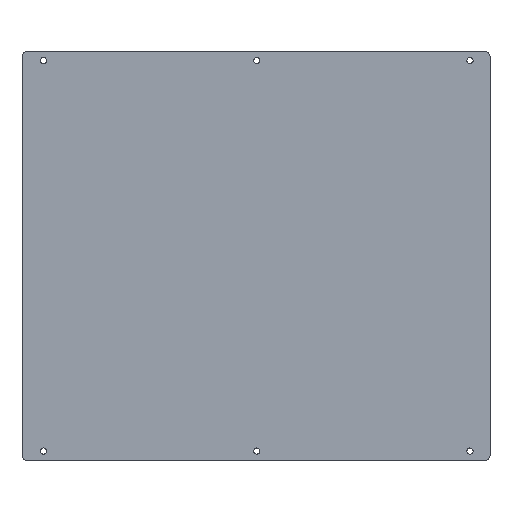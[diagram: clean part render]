
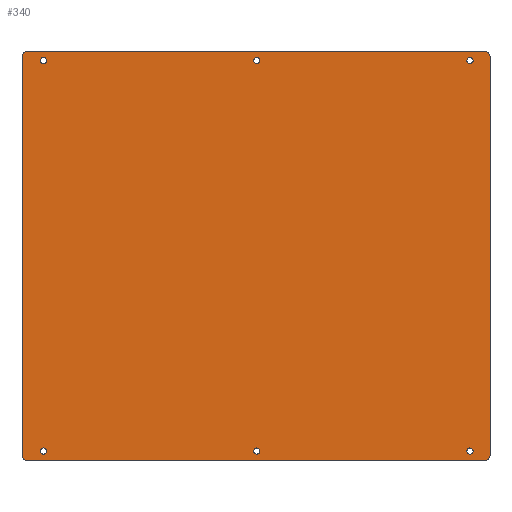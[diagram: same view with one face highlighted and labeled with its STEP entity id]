
A CAD part, front view. The second image highlights one B-rep face of the part: STEP entity #340.
In plain terms, the highlighted planar face has unit normal (0, -1, 0).
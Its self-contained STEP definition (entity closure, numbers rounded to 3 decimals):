
#134=AXIS2_PLACEMENT_3D('Circle Axis2P3D',#132,#133,$) ;
#160=AXIS2_PLACEMENT_3D('Circle Axis2P3D',#158,#159,$) ;
#178=AXIS2_PLACEMENT_3D('Plane Axis2P3D',#175,#176,#177) ;
#191=AXIS2_PLACEMENT_3D('Circle Axis2P3D',#189,#190,$) ;
#205=AXIS2_PLACEMENT_3D('Circle Axis2P3D',#203,#204,$) ;
#219=AXIS2_PLACEMENT_3D('Circle Axis2P3D',#217,#218,$) ;
#233=AXIS2_PLACEMENT_3D('Circle Axis2P3D',#231,#232,$) ;
#248=AXIS2_PLACEMENT_3D('Circle Axis2P3D',#246,#247,$) ;
#257=AXIS2_PLACEMENT_3D('Circle Axis2P3D',#255,#256,$) ;
#270=AXIS2_PLACEMENT_3D('Circle Axis2P3D',#268,#269,$) ;
#279=AXIS2_PLACEMENT_3D('Circle Axis2P3D',#277,#278,$) ;
#288=AXIS2_PLACEMENT_3D('Circle Axis2P3D',#286,#287,$) ;
#297=AXIS2_PLACEMENT_3D('Circle Axis2P3D',#295,#296,$) ;
#306=AXIS2_PLACEMENT_3D('Circle Axis2P3D',#304,#305,$) ;
#315=AXIS2_PLACEMENT_3D('Circle Axis2P3D',#313,#314,$) ;
#324=AXIS2_PLACEMENT_3D('Circle Axis2P3D',#322,#323,$) ;
#333=AXIS2_PLACEMENT_3D('Circle Axis2P3D',#331,#332,$) ;
#127=CARTESIAN_POINT('Vertex',(713.222,152.885,1047.447)) ;
#132=CARTESIAN_POINT('Axis2P3D Location',(716.722,152.885,1047.447)) ;
#136=CARTESIAN_POINT('Vertex',(720.222,152.885,1047.447)) ;
#158=CARTESIAN_POINT('Axis2P3D Location',(716.722,152.885,1047.447)) ;
#175=CARTESIAN_POINT('Axis2P3D Location',(0.,152.885,0.)) ;
#180=CARTESIAN_POINT('Line Origine',(474.422,152.885,1057.427)) ;
#184=CARTESIAN_POINT('Vertex',(734.402,152.885,1057.427)) ;
#186=CARTESIAN_POINT('Vertex',(214.442,152.885,1057.427)) ;
#189=CARTESIAN_POINT('Axis2P3D Location',(214.442,152.885,1052.427)) ;
#193=CARTESIAN_POINT('Vertex',(209.442,152.885,1052.427)) ;
#196=CARTESIAN_POINT('Line Origine',(209.442,152.885,826.205)) ;
#200=CARTESIAN_POINT('Vertex',(209.442,152.885,599.983)) ;
#203=CARTESIAN_POINT('Axis2P3D Location',(214.442,152.885,599.983)) ;
#207=CARTESIAN_POINT('Vertex',(214.442,152.885,594.983)) ;
#210=CARTESIAN_POINT('Line Origine',(474.422,152.885,594.983)) ;
#214=CARTESIAN_POINT('Vertex',(734.402,152.885,594.983)) ;
#217=CARTESIAN_POINT('Axis2P3D Location',(734.402,152.885,599.983)) ;
#221=CARTESIAN_POINT('Vertex',(739.402,152.885,599.983)) ;
#224=CARTESIAN_POINT('Line Origine',(739.402,152.885,826.205)) ;
#228=CARTESIAN_POINT('Vertex',(739.402,152.885,1052.427)) ;
#231=CARTESIAN_POINT('Axis2P3D Location',(734.402,152.885,1052.427)) ;
#246=CARTESIAN_POINT('Axis2P3D Location',(475.242,152.885,1047.447)) ;
#250=CARTESIAN_POINT('Vertex',(471.742,152.885,1047.447)) ;
#252=CARTESIAN_POINT('Vertex',(478.742,152.885,1047.447)) ;
#255=CARTESIAN_POINT('Axis2P3D Location',(475.242,152.885,1047.447)) ;
#268=CARTESIAN_POINT('Axis2P3D Location',(716.722,152.885,605.323)) ;
#272=CARTESIAN_POINT('Vertex',(713.222,152.885,605.323)) ;
#274=CARTESIAN_POINT('Vertex',(720.222,152.885,605.323)) ;
#277=CARTESIAN_POINT('Axis2P3D Location',(716.722,152.885,605.323)) ;
#286=CARTESIAN_POINT('Axis2P3D Location',(475.242,152.885,605.323)) ;
#290=CARTESIAN_POINT('Vertex',(471.742,152.885,605.323)) ;
#292=CARTESIAN_POINT('Vertex',(478.742,152.885,605.323)) ;
#295=CARTESIAN_POINT('Axis2P3D Location',(475.242,152.885,605.323)) ;
#304=CARTESIAN_POINT('Axis2P3D Location',(233.762,152.885,605.323)) ;
#308=CARTESIAN_POINT('Vertex',(230.262,152.885,605.323)) ;
#310=CARTESIAN_POINT('Vertex',(237.262,152.885,605.323)) ;
#313=CARTESIAN_POINT('Axis2P3D Location',(233.762,152.885,605.323)) ;
#322=CARTESIAN_POINT('Axis2P3D Location',(233.762,152.885,1047.447)) ;
#326=CARTESIAN_POINT('Vertex',(230.262,152.885,1047.447)) ;
#328=CARTESIAN_POINT('Vertex',(237.262,152.885,1047.447)) ;
#331=CARTESIAN_POINT('Axis2P3D Location',(233.762,152.885,1047.447)) ;
#133=DIRECTION('Axis2P3D Direction',(0.,-1.,-0.)) ;
#159=DIRECTION('Axis2P3D Direction',(0.,-1.,-0.)) ;
#176=DIRECTION('Axis2P3D Direction',(0.,-1.,0.)) ;
#177=DIRECTION('Axis2P3D XDirection',(1.,0.,0.)) ;
#181=DIRECTION('Vector Direction',(1.,0.,0.)) ;
#190=DIRECTION('Axis2P3D Direction',(0.,-1.,0.)) ;
#197=DIRECTION('Vector Direction',(0.,0.,-1.)) ;
#204=DIRECTION('Axis2P3D Direction',(0.,-1.,0.)) ;
#211=DIRECTION('Vector Direction',(-1.,0.,0.)) ;
#218=DIRECTION('Axis2P3D Direction',(0.,-1.,0.)) ;
#225=DIRECTION('Vector Direction',(0.,0.,1.)) ;
#232=DIRECTION('Axis2P3D Direction',(0.,-1.,0.)) ;
#247=DIRECTION('Axis2P3D Direction',(0.,-1.,0.)) ;
#256=DIRECTION('Axis2P3D Direction',(0.,-1.,0.)) ;
#269=DIRECTION('Axis2P3D Direction',(0.,-1.,0.)) ;
#278=DIRECTION('Axis2P3D Direction',(0.,-1.,0.)) ;
#287=DIRECTION('Axis2P3D Direction',(0.,-1.,0.)) ;
#296=DIRECTION('Axis2P3D Direction',(0.,-1.,0.)) ;
#305=DIRECTION('Axis2P3D Direction',(0.,-1.,0.)) ;
#314=DIRECTION('Axis2P3D Direction',(0.,-1.,0.)) ;
#323=DIRECTION('Axis2P3D Direction',(0.,-1.,0.)) ;
#332=DIRECTION('Axis2P3D Direction',(0.,-1.,0.)) ;
#182=VECTOR('Line Direction',#181,1.) ;
#198=VECTOR('Line Direction',#197,1.) ;
#212=VECTOR('Line Direction',#211,1.) ;
#226=VECTOR('Line Direction',#225,1.) ;
#237=ORIENTED_EDGE('',*,*,#188,.T.) ;
#238=ORIENTED_EDGE('',*,*,#195,.F.) ;
#239=ORIENTED_EDGE('',*,*,#202,.T.) ;
#240=ORIENTED_EDGE('',*,*,#209,.F.) ;
#241=ORIENTED_EDGE('',*,*,#216,.T.) ;
#242=ORIENTED_EDGE('',*,*,#223,.F.) ;
#243=ORIENTED_EDGE('',*,*,#230,.T.) ;
#244=ORIENTED_EDGE('',*,*,#235,.F.) ;
#261=ORIENTED_EDGE('',*,*,#254,.F.) ;
#262=ORIENTED_EDGE('',*,*,#259,.F.) ;
#265=ORIENTED_EDGE('',*,*,#162,.F.) ;
#266=ORIENTED_EDGE('',*,*,#138,.F.) ;
#283=ORIENTED_EDGE('',*,*,#276,.F.) ;
#284=ORIENTED_EDGE('',*,*,#281,.F.) ;
#301=ORIENTED_EDGE('',*,*,#294,.F.) ;
#302=ORIENTED_EDGE('',*,*,#299,.F.) ;
#319=ORIENTED_EDGE('',*,*,#312,.F.) ;
#320=ORIENTED_EDGE('',*,*,#317,.F.) ;
#337=ORIENTED_EDGE('',*,*,#330,.F.) ;
#338=ORIENTED_EDGE('',*,*,#335,.F.) ;
#263=FACE_BOUND('',#260,.T.) ;
#267=FACE_BOUND('',#264,.T.) ;
#285=FACE_BOUND('',#282,.T.) ;
#303=FACE_BOUND('',#300,.T.) ;
#321=FACE_BOUND('',#318,.T.) ;
#339=FACE_BOUND('',#336,.T.) ;
#340=ADVANCED_FACE('PartBody',(#245,#263,#267,#285,#303,#321,#339),#179,.T.) ;
#135=CIRCLE('generated circle',#134,3.5) ;
#161=CIRCLE('generated circle',#160,3.5) ;
#192=CIRCLE('generated circle',#191,5.) ;
#206=CIRCLE('generated circle',#205,5.) ;
#220=CIRCLE('generated circle',#219,5.) ;
#234=CIRCLE('generated circle',#233,5.) ;
#249=CIRCLE('generated circle',#248,3.5) ;
#258=CIRCLE('generated circle',#257,3.5) ;
#271=CIRCLE('generated circle',#270,3.5) ;
#280=CIRCLE('generated circle',#279,3.5) ;
#289=CIRCLE('generated circle',#288,3.5) ;
#298=CIRCLE('generated circle',#297,3.5) ;
#307=CIRCLE('generated circle',#306,3.5) ;
#316=CIRCLE('generated circle',#315,3.5) ;
#325=CIRCLE('generated circle',#324,3.5) ;
#334=CIRCLE('generated circle',#333,3.5) ;
#138=EDGE_CURVE('',#128,#137,#135,.T.) ;
#162=EDGE_CURVE('',#137,#128,#161,.T.) ;
#188=EDGE_CURVE('',#185,#187,#183,.F.) ;
#195=EDGE_CURVE('',#194,#187,#192,.F.) ;
#202=EDGE_CURVE('',#194,#201,#199,.T.) ;
#209=EDGE_CURVE('',#208,#201,#206,.F.) ;
#216=EDGE_CURVE('',#208,#215,#213,.F.) ;
#223=EDGE_CURVE('',#222,#215,#220,.F.) ;
#230=EDGE_CURVE('',#222,#229,#227,.T.) ;
#235=EDGE_CURVE('',#185,#229,#234,.F.) ;
#254=EDGE_CURVE('',#251,#253,#249,.T.) ;
#259=EDGE_CURVE('',#253,#251,#258,.T.) ;
#276=EDGE_CURVE('',#273,#275,#271,.T.) ;
#281=EDGE_CURVE('',#275,#273,#280,.T.) ;
#294=EDGE_CURVE('',#291,#293,#289,.T.) ;
#299=EDGE_CURVE('',#293,#291,#298,.T.) ;
#312=EDGE_CURVE('',#309,#311,#307,.T.) ;
#317=EDGE_CURVE('',#311,#309,#316,.T.) ;
#330=EDGE_CURVE('',#327,#329,#325,.T.) ;
#335=EDGE_CURVE('',#329,#327,#334,.T.) ;
#236=EDGE_LOOP('',(#237,#238,#239,#240,#241,#242,#243,#244)) ;
#260=EDGE_LOOP('',(#261,#262)) ;
#264=EDGE_LOOP('',(#265,#266)) ;
#282=EDGE_LOOP('',(#283,#284)) ;
#300=EDGE_LOOP('',(#301,#302)) ;
#318=EDGE_LOOP('',(#319,#320)) ;
#336=EDGE_LOOP('',(#337,#338)) ;
#245=FACE_OUTER_BOUND('',#236,.T.) ;
#183=LINE('Line',#180,#182) ;
#199=LINE('Line',#196,#198) ;
#213=LINE('Line',#210,#212) ;
#227=LINE('Line',#224,#226) ;
#179=PLANE('',#178) ;
#128=VERTEX_POINT('',#127) ;
#137=VERTEX_POINT('',#136) ;
#185=VERTEX_POINT('',#184) ;
#187=VERTEX_POINT('',#186) ;
#194=VERTEX_POINT('',#193) ;
#201=VERTEX_POINT('',#200) ;
#208=VERTEX_POINT('',#207) ;
#215=VERTEX_POINT('',#214) ;
#222=VERTEX_POINT('',#221) ;
#229=VERTEX_POINT('',#228) ;
#251=VERTEX_POINT('',#250) ;
#253=VERTEX_POINT('',#252) ;
#273=VERTEX_POINT('',#272) ;
#275=VERTEX_POINT('',#274) ;
#291=VERTEX_POINT('',#290) ;
#293=VERTEX_POINT('',#292) ;
#309=VERTEX_POINT('',#308) ;
#311=VERTEX_POINT('',#310) ;
#327=VERTEX_POINT('',#326) ;
#329=VERTEX_POINT('',#328) ;
